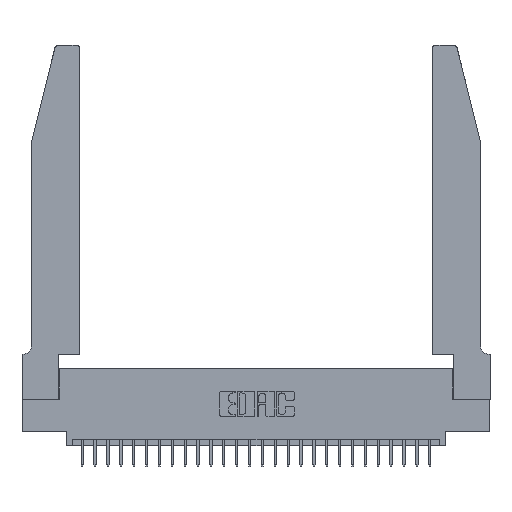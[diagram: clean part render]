
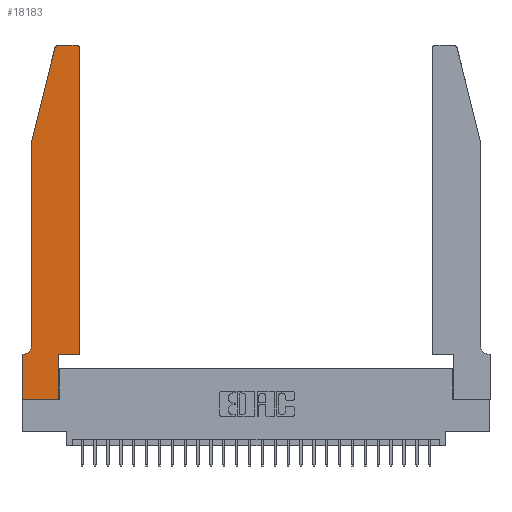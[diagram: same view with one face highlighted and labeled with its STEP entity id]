
A CAD part, top view. The second image highlights one B-rep face of the part: STEP entity #18183.
In plain terms, the highlighted planar face has unit normal (0, 0, 1).
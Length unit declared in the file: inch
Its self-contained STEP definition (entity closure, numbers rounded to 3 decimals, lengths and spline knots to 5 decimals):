
#36 = CARTESIAN_POINT ( 'NONE',  ( 0.4505, 0.35, 0.37 ) ) ;
#143 = VECTOR ( 'NONE', #22978, 39.37008 ) ;
#430 = CARTESIAN_POINT ( 'NONE',  ( 0.0055, 0.42, 0.37 ) ) ;
#863 = PLANE ( 'NONE',  #8926 ) ;
#1262 = CARTESIAN_POINT ( 'NONE',  ( 0., 0.35, 0.37 ) ) ;
#1433 = ORIENTED_EDGE ( 'NONE', *, *, #24567, .T. ) ;
#1748 = VERTEX_POINT ( 'NONE', #23508 ) ;
#1986 = AXIS2_PLACEMENT_3D ( 'NONE', #28257, #4305, #6462 ) ;
#2192 = AXIS2_PLACEMENT_3D ( 'NONE', #6255, #24100, #28452 ) ;
#2195 = ORIENTED_EDGE ( 'NONE', *, *, #3704, .T. ) ;
#2713 = DIRECTION ( 'NONE',  ( -1., 0., 0. ) ) ;
#2989 = EDGE_CURVE ( 'NONE', #9791, #5338, #21987, .T. ) ;
#3036 = ORIENTED_EDGE ( 'NONE', *, *, #22162, .T. ) ;
#3357 = CARTESIAN_POINT ( 'NONE',  ( 0.0055, 0.35, 0.37 ) ) ;
#3488 = ORIENTED_EDGE ( 'NONE', *, *, #15954, .T. ) ;
#3577 = CARTESIAN_POINT ( 'NONE',  ( 0.0755, 0.35, 0.37 ) ) ;
#3704 = EDGE_CURVE ( 'NONE', #13394, #9791, #17024, .T. ) ;
#4305 = DIRECTION ( 'NONE',  ( 0., 0., 1. ) ) ;
#5338 = VERTEX_POINT ( 'NONE', #12596 ) ;
#5536 = CARTESIAN_POINT ( 'NONE',  ( 0.0755, 0.42, 0.37 ) ) ;
#5843 = VERTEX_POINT ( 'NONE', #20357 ) ;
#5994 = EDGE_CURVE ( 'NONE', #8922, #26275, #14792, .T. ) ;
#6248 = VECTOR ( 'NONE', #18895, 39.37008 ) ;
#6255 = CARTESIAN_POINT ( 'NONE',  ( 0.284, 2.72, 0.37 ) ) ;
#6462 = DIRECTION ( 'NONE',  ( 1., 0., 0. ) ) ;
#6973 = CARTESIAN_POINT ( 'NONE',  ( 0.284, 2.75, 0.37 ) ) ;
#7260 = CARTESIAN_POINT ( 'NONE',  ( 0.2605, 2.75, 0.37 ) ) ;
#7976 = ORIENTED_EDGE ( 'NONE', *, *, #21326, .T. ) ;
#8342 = ORIENTED_EDGE ( 'NONE', *, *, #22954, .T. ) ;
#8433 = DIRECTION ( 'NONE',  ( -0.239, -0.971, 0. ) ) ;
#8633 = DIRECTION ( 'NONE',  ( -1., 0., 0. ) ) ;
#8903 = LINE ( 'NONE', #22773, #143 ) ;
#8922 = VERTEX_POINT ( 'NONE', #6973 ) ;
#8926 = AXIS2_PLACEMENT_3D ( 'NONE', #1262, #12552, #28127 ) ;
#9439 = EDGE_CURVE ( 'NONE', #19197, #26602, #26860, .T. ) ;
#9619 = EDGE_CURVE ( 'NONE', #26602, #5843, #18080, .T. ) ;
#9791 = VERTEX_POINT ( 'NONE', #13719 ) ;
#10453 = ORIENTED_EDGE ( 'NONE', *, *, #2989, .T. ) ;
#11205 = DIRECTION ( 'NONE',  ( 0., -1., 0. ) ) ;
#11209 = LINE ( 'NONE', #11570, #13909 ) ;
#11570 = CARTESIAN_POINT ( 'NONE',  ( 0.4505, 0.35, 0.37 ) ) ;
#12236 = VECTOR ( 'NONE', #8633, 39.37008 ) ;
#12552 = DIRECTION ( 'NONE',  ( 0., 0., 1. ) ) ;
#12596 = CARTESIAN_POINT ( 'NONE',  ( 0.4505, 0.35, 0.37 ) ) ;
#12683 = EDGE_CURVE ( 'NONE', #25110, #19197, #22164, .T. ) ;
#12812 = LINE ( 'NONE', #20845, #17613 ) ;
#12831 = CARTESIAN_POINT ( 'NONE',  ( 0.2865, 0., 0.37 ) ) ;
#13285 = CIRCLE ( 'NONE', #1986, 0.03 ) ;
#13394 = VERTEX_POINT ( 'NONE', #12831 ) ;
#13481 = ORIENTED_EDGE ( 'NONE', *, *, #9439, .T. ) ;
#13719 = CARTESIAN_POINT ( 'NONE',  ( 0.2865, 0.35, 0.37 ) ) ;
#13909 = VECTOR ( 'NONE', #25103, 39.37008 ) ;
#14165 = CARTESIAN_POINT ( 'NONE',  ( 0., 0., 0.37 ) ) ;
#14717 = LINE ( 'NONE', #19589, #19634 ) ;
#14792 = CIRCLE ( 'NONE', #2192, 0.03 ) ;
#14877 = ORIENTED_EDGE ( 'NONE', *, *, #9619, .T. ) ;
#15072 = DIRECTION ( 'NONE',  ( 0., -1., 0. ) ) ;
#15321 = EDGE_LOOP ( 'NONE', ( #1433, #16008, #3036, #20090, #13481, #14877, #8342, #7976, #2195, #10453, #27290, #3488 ) ) ;
#15472 = LINE ( 'NONE', #7260, #28409 ) ;
#15495 = CARTESIAN_POINT ( 'NONE',  ( 0.25487, 2.72718, 0.37 ) ) ;
#15954 = EDGE_CURVE ( 'NONE', #1748, #20236, #13285, .T. ) ;
#16008 = ORIENTED_EDGE ( 'NONE', *, *, #5994, .T. ) ;
#16379 = AXIS2_PLACEMENT_3D ( 'NONE', #430, #20141, #2713 ) ;
#16754 = CARTESIAN_POINT ( 'NONE',  ( 0.2865, 0.35, 0.37 ) ) ;
#17024 = LINE ( 'NONE', #16754, #6248 ) ;
#17401 = VECTOR ( 'NONE', #28581, 39.37008 ) ;
#17613 = VECTOR ( 'NONE', #15072, 39.37008 ) ;
#17729 = CARTESIAN_POINT ( 'NONE',  ( 0.0755, 2., 0.37 ) ) ;
#18080 = LINE ( 'NONE', #3577, #12236 ) ;
#18183 = ADVANCED_FACE ( 'NONE', ( #19456 ), #863, .T. ) ;
#18895 = DIRECTION ( 'NONE',  ( 0., 1., 0. ) ) ;
#18951 = VERTEX_POINT ( 'NONE', #14165 ) ;
#19197 = VERTEX_POINT ( 'NONE', #5536 ) ;
#19456 = FACE_OUTER_BOUND ( 'NONE', #15321, .T. ) ;
#19589 = CARTESIAN_POINT ( 'NONE',  ( 0.0755, 2., 0.37 ) ) ;
#19634 = VECTOR ( 'NONE', #8433, 39.37008 ) ;
#20090 = ORIENTED_EDGE ( 'NONE', *, *, #12683, .T. ) ;
#20141 = DIRECTION ( 'NONE',  ( 0., 0., -1. ) ) ;
#20236 = VERTEX_POINT ( 'NONE', #25384 ) ;
#20357 = CARTESIAN_POINT ( 'NONE',  ( 0., 0.35, 0.37 ) ) ;
#20845 = CARTESIAN_POINT ( 'NONE',  ( 0., 0., 0.37 ) ) ;
#21326 = EDGE_CURVE ( 'NONE', #18951, #13394, #8903, .T. ) ;
#21987 = LINE ( 'NONE', #36, #17401 ) ;
#22162 = EDGE_CURVE ( 'NONE', #26275, #25110, #14717, .T. ) ;
#22164 = LINE ( 'NONE', #17729, #25307 ) ;
#22773 = CARTESIAN_POINT ( 'NONE',  ( 0., 0., 0.37 ) ) ;
#22839 = DIRECTION ( 'NONE',  ( -1., 0., 0. ) ) ;
#22954 = EDGE_CURVE ( 'NONE', #5843, #18951, #12812, .T. ) ;
#22978 = DIRECTION ( 'NONE',  ( 1., 0., 0. ) ) ;
#23508 = CARTESIAN_POINT ( 'NONE',  ( 0.4505, 2.72, 0.37 ) ) ;
#24100 = DIRECTION ( 'NONE',  ( 0., 0., 1. ) ) ;
#24567 = EDGE_CURVE ( 'NONE', #20236, #8922, #15472, .T. ) ;
#25103 = DIRECTION ( 'NONE',  ( 0., 1., 0. ) ) ;
#25110 = VERTEX_POINT ( 'NONE', #27239 ) ;
#25307 = VECTOR ( 'NONE', #11205, 39.37008 ) ;
#25384 = CARTESIAN_POINT ( 'NONE',  ( 0.4205, 2.75, 0.37 ) ) ;
#26275 = VERTEX_POINT ( 'NONE', #15495 ) ;
#26602 = VERTEX_POINT ( 'NONE', #3357 ) ;
#26860 = CIRCLE ( 'NONE', #16379, 0.07 ) ;
#27239 = CARTESIAN_POINT ( 'NONE',  ( 0.0755, 2., 0.37 ) ) ;
#27290 = ORIENTED_EDGE ( 'NONE', *, *, #27436, .T. ) ;
#27436 = EDGE_CURVE ( 'NONE', #5338, #1748, #11209, .T. ) ;
#28127 = DIRECTION ( 'NONE',  ( 1., 0., 0. ) ) ;
#28257 = CARTESIAN_POINT ( 'NONE',  ( 0.4205, 2.72, 0.37 ) ) ;
#28409 = VECTOR ( 'NONE', #22839, 39.37008 ) ;
#28452 = DIRECTION ( 'NONE',  ( 1., 0., 0. ) ) ;
#28581 = DIRECTION ( 'NONE',  ( 1., 0., 0. ) ) ;
